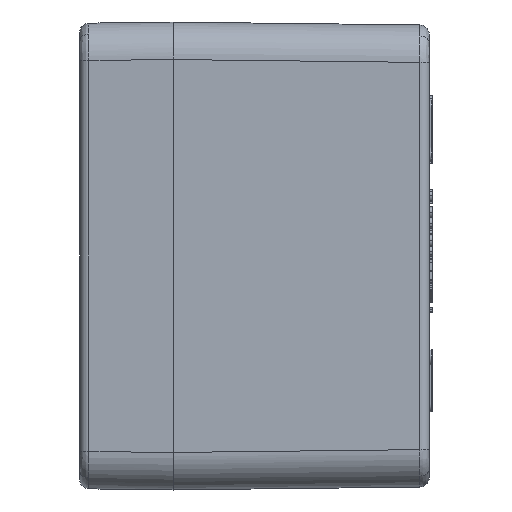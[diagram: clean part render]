
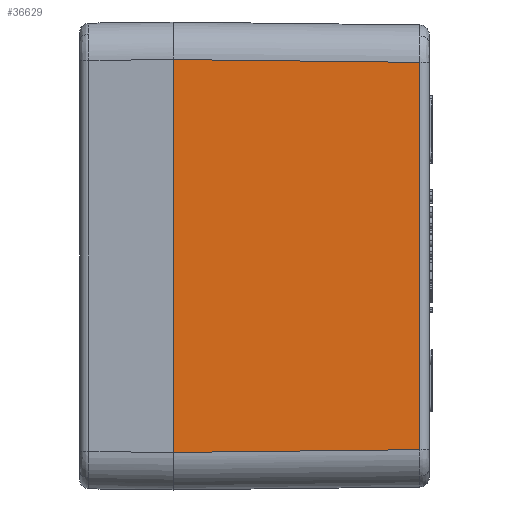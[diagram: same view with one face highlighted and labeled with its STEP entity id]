
A CAD part, left-side view. The second image highlights one B-rep face of the part: STEP entity #36629.
In plain terms, the highlighted planar face has unit normal (-1, -0.011, 0).
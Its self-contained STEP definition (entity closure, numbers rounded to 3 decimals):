
#2190 = DIRECTION ( 'NONE',  ( -0.011, 1., 0.011 ) ) ;
#3206 = ORIENTED_EDGE ( 'NONE', *, *, #48848, .T. ) ;
#3491 = LINE ( 'NONE', #44532, #58049 ) ;
#8565 = EDGE_LOOP ( 'NONE', ( #64726, #42946, #3206, #32818 ) ) ;
#9127 = VECTOR ( 'NONE', #38502, 1000. ) ;
#10727 = LINE ( 'NONE', #33159, #9127 ) ;
#12304 = VERTEX_POINT ( 'NONE', #54235 ) ;
#13058 = CARTESIAN_POINT ( 'NONE',  ( -115.001, 2.068, -31.501 ) ) ;
#13542 = DIRECTION ( 'NONE',  ( 0.011, -1., 0.011 ) ) ;
#18901 = VERTEX_POINT ( 'NONE', #49503 ) ;
#22998 = EDGE_CURVE ( 'NONE', #18901, #25072, #3491, .T. ) ;
#24152 = CARTESIAN_POINT ( 'NONE',  ( -114.532, -39.217, 31.033 ) ) ;
#25072 = VERTEX_POINT ( 'NONE', #24152 ) ;
#31820 = VERTEX_POINT ( 'NONE', #64392 ) ;
#32818 = ORIENTED_EDGE ( 'NONE', *, *, #51211, .T. ) ;
#33159 = CARTESIAN_POINT ( 'NONE',  ( -114.981, 0.3, -37.5 ) ) ;
#34001 = CARTESIAN_POINT ( 'NONE',  ( -115., 2., -37.5 ) ) ;
#36629 = ADVANCED_FACE ( 'NONE', ( #57514 ), #39340, .T. ) ;
#36697 = VECTOR ( 'NONE', #13542, 1000. ) ;
#37017 = VECTOR ( 'NONE', #2190, 1000. ) ;
#38502 = DIRECTION ( 'NONE',  ( 0., 0., -1. ) ) ;
#38725 = LINE ( 'NONE', #65589, #37017 ) ;
#39196 = DIRECTION ( 'NONE',  ( 0., 0., 1. ) ) ;
#39340 = PLANE ( 'NONE',  #67289 ) ;
#42946 = ORIENTED_EDGE ( 'NONE', *, *, #22998, .T. ) ;
#44532 = CARTESIAN_POINT ( 'NONE',  ( -114.532, -39.217, 31.016 ) ) ;
#44691 = DIRECTION ( 'NONE',  ( 0.011, -1., 0. ) ) ;
#48848 = EDGE_CURVE ( 'NONE', #25072, #12304, #38725, .T. ) ;
#49314 = DIRECTION ( 'NONE',  ( -1., -0.011, 0. ) ) ;
#49503 = CARTESIAN_POINT ( 'NONE',  ( -114.532, -39.217, -31.033 ) ) ;
#51211 = EDGE_CURVE ( 'NONE', #12304, #31820, #10727, .T. ) ;
#54235 = CARTESIAN_POINT ( 'NONE',  ( -114.981, 0.3, 31.481 ) ) ;
#57514 = FACE_OUTER_BOUND ( 'NONE', #8565, .T. ) ;
#58049 = VECTOR ( 'NONE', #39196, 1000. ) ;
#58752 = EDGE_CURVE ( 'NONE', #31820, #18901, #64906, .T. ) ;
#64392 = CARTESIAN_POINT ( 'NONE',  ( -114.981, 0.3, -31.481 ) ) ;
#64726 = ORIENTED_EDGE ( 'NONE', *, *, #58752, .T. ) ;
#64906 = LINE ( 'NONE', #13058, #36697 ) ;
#65589 = CARTESIAN_POINT ( 'NONE',  ( -114.991, 1.217, 31.492 ) ) ;
#67289 = AXIS2_PLACEMENT_3D ( 'NONE', #34001, #49314, #44691 ) ;
